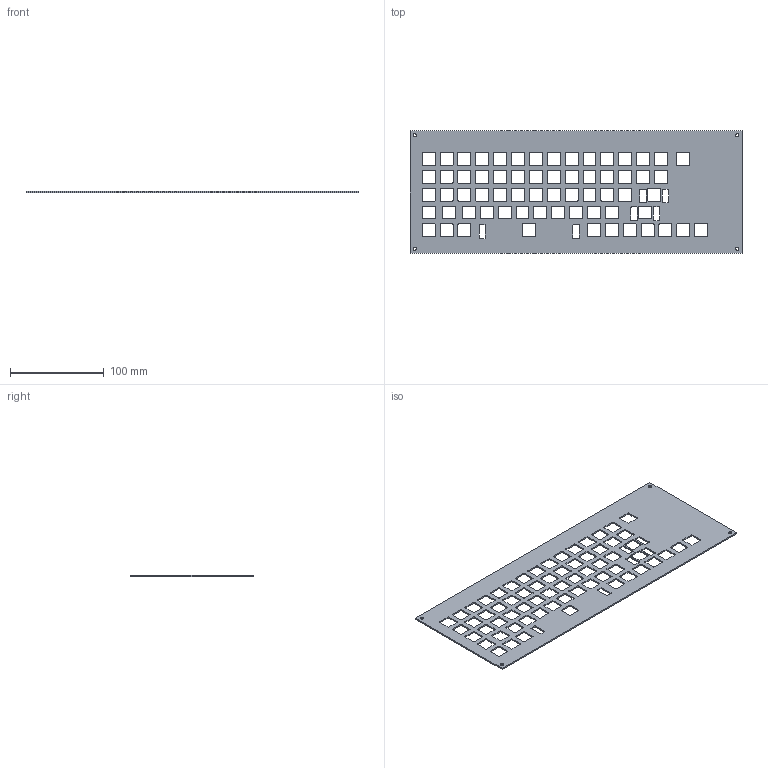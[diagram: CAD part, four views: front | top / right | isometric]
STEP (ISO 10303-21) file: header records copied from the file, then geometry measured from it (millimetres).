
FILE_DESCRIPTION(/* description */ (''),/* implementation_level */ '2;1');
FILE_NAME(/* name */ 'Bitstream cover.step',/* time_stamp */ '2026-02-20T10:25:30+05:30',/* author */ (''),/* organization */ (''),/* preprocessor_version */ 'ST-DEVELOPER v20.1',/* originating_system */ 'Autodesk Translation Framework v14.24.0.0',/* authorisation */ '');
FILE_SCHEMA (('AUTOMOTIVE_DESIGN { 1 0 10303 214 3 1 1 }'));
Length unit declared in the file: millimetre
Products named in the file (1): 2025-07-29-17-51-16-181
Bounding box: 354 x 131.03 x 1.7 mm (x, y, z)
Volume: 50071.8 mm3; surface area: 73982.7 mm2
Topology: 1 solids, 1 shells, 973 faces, 2835 edges, 1890 vertices
Faces by surface type: plane 438, cylinder 288, bspline 247
Full cylindrical faces by diameter (mm): 3.4 x4
Entity records: 34855 total; most frequent: CARTESIAN_POINT 9898, ORIENTED_EDGE 5670, DIRECTION 4371, EDGE_CURVE 2835, VERTEX_POINT 1890, LINE 1765, VECTOR 1765, AXIS2_PLACEMENT_3D 1303
